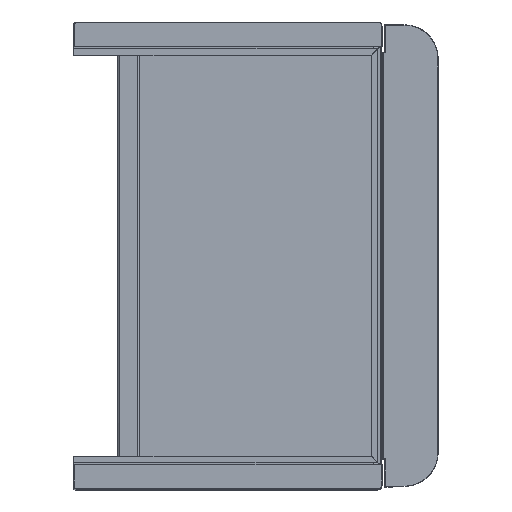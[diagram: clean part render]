
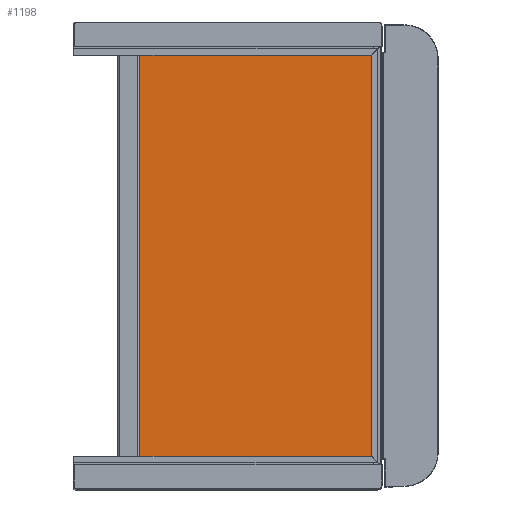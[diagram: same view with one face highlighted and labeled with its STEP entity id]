
A CAD part, top view. The second image highlights one B-rep face of the part: STEP entity #1198.
In plain terms, the highlighted planar face has unit normal (0, 0, 1).
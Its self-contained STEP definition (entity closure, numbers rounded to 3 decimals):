
#1048=CARTESIAN_POINT('Vertex',(223.,-154.,16.5)) ;
#1051=CARTESIAN_POINT('Line Origine',(135.5,-154.,16.5)) ;
#1055=CARTESIAN_POINT('Vertex',(48.,-154.,16.5)) ;
#1160=CARTESIAN_POINT('Vertex',(223.,154.,16.5)) ;
#1163=CARTESIAN_POINT('Line Origine',(223.,154.,16.5)) ;
#1175=CARTESIAN_POINT('Axis2P3D Location',(48.,154.,16.5)) ;
#1180=CARTESIAN_POINT('Line Origine',(135.5,154.,16.5)) ;
#1184=CARTESIAN_POINT('Vertex',(48.,154.,16.5)) ;
#1187=CARTESIAN_POINT('Line Origine',(48.,0.,16.5)) ;
#1053=VECTOR('Line Direction',#1052,1.) ;
#1165=VECTOR('Line Direction',#1164,1.) ;
#1182=VECTOR('Line Direction',#1181,1.) ;
#1189=VECTOR('Line Direction',#1188,1.) ;
#1052=DIRECTION('Vector Direction',(1.,0.,0.)) ;
#1164=DIRECTION('Vector Direction',(0.,-1.,0.)) ;
#1176=DIRECTION('Axis2P3D Direction',(0.,0.,-1.)) ;
#1177=DIRECTION('Axis2P3D XDirection',(-1.,0.,0.)) ;
#1181=DIRECTION('Vector Direction',(1.,0.,0.)) ;
#1188=DIRECTION('Vector Direction',(0.,-1.,0.)) ;
#1178=AXIS2_PLACEMENT_3D('Plane Axis2P3D',#1175,#1176,#1177) ;
#1054=LINE('Line',#1051,#1053) ;
#1166=LINE('Line',#1163,#1165) ;
#1183=LINE('Line',#1180,#1182) ;
#1190=LINE('Line',#1187,#1189) ;
#1179=PLANE('',#1178) ;
#1057=EDGE_CURVE('',#1056,#1049,#1054,.T.) ;
#1167=EDGE_CURVE('',#1049,#1161,#1166,.F.) ;
#1186=EDGE_CURVE('',#1185,#1161,#1183,.T.) ;
#1191=EDGE_CURVE('',#1185,#1056,#1190,.T.) ;
#1193=ORIENTED_EDGE('',*,*,#1057,.T.) ;
#1194=ORIENTED_EDGE('',*,*,#1167,.T.) ;
#1195=ORIENTED_EDGE('',*,*,#1186,.F.) ;
#1196=ORIENTED_EDGE('',*,*,#1191,.T.) ;
#1192=EDGE_LOOP('',(#1193,#1194,#1195,#1196)) ;
#1049=VERTEX_POINT('',#1048) ;
#1056=VERTEX_POINT('',#1055) ;
#1161=VERTEX_POINT('',#1160) ;
#1185=VERTEX_POINT('',#1184) ;
#1198=ADVANCED_FACE('FUE_Korpus_WXTQ034_Links.1|WXTQ_Boden_308.2|WXTQ_Boden_308_3sh-HG-00209662_A.1|Verrundung1',(#1197),#1179,.F.) ;
#1197=FACE_OUTER_BOUND('',#1192,.T.) ;
